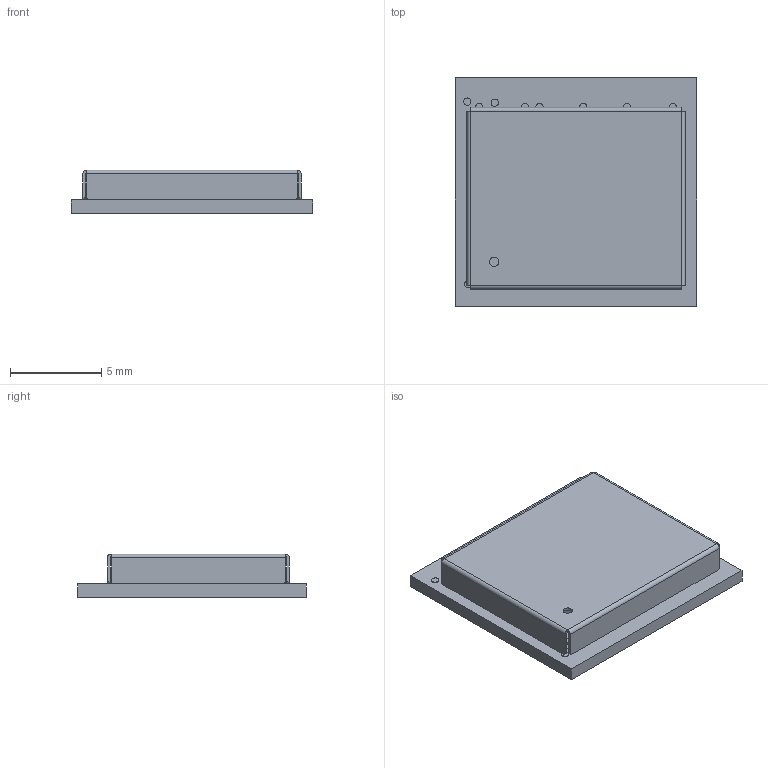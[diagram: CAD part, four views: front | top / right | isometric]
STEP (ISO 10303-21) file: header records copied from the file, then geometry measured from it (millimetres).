
FILE_DESCRIPTION(/* description */ (''),/* implementation_level */ '2;1');
FILE_NAME(/* name */ 'ESP32-C3-MINI-1U.step',/* time_stamp */ '2021-12-06T16:52:55+08:00',/* author */ (''),/* organization */ (''),/* preprocessor_version */ 'ST-DEVELOPER v18.1',/* originating_system */ 'Autodesk Translation Framework v10.10.0.1391',/* authorisation */ '');
FILE_SCHEMA (('AUTOMOTIVE_DESIGN { 1 0 10303 214 3 1 1 }'));
Products named in the file (359): ESP32-C3-MINI-1U; PCB_ESP32-C3-MINI-1_V1(2)^PCB_ESP32-C3-MINI-1_V1; DesignRootModel^PCB_ESP32-C3-MINI-1_V1(2)_PCB_ESP32-C3-MINI-1_V1; Submodel-SOD882_part^DesignRootModel_PCB_ESP32-C3-MINI-1_V1(2)_PCB_ES
P32-C3-MINI-1_V1; DFN1006.STEP^Submodel-SOD882_part_DesignRootModel_PCB_ESP32-C3-MINI-1
_V1(2)_PCB_ESP32-C3-MINI-1_V1; DFN1006.STEP^DFN1006.STEP_Submodel-SOD882_part_DesignRootModel_PCB_ES
P32-C3-MINI-1_V1(2)_PCB_ESP32-C3-MINI-1_V1; Submodel-R0201_part^DesignRootModel_PCB_ESP32-C3-MINI-1_V1(2)_PCB_ESP
32-C3-MINI-1_V1; R0201_20210301.STEP^Submodel-R0201_part_DesignRootModel_PCB_ESP32-C3-
MINI-1_V1(2)_PCB_ESP32-C3-MINI-1_V1; Submodel-C0402_part^DesignRootModel_PCB_ESP32-C3-MINI-1_V1(2)_PCB_ESP
32-C3-MINI-1_V1; C0402_20210301.STEP^Submodel-C0402_part_DesignRootModel_PCB_ESP32-C3-
MINI-1_V1(2)_PCB_ESP32-C3-MINI-1_V1; C0402_20210301.STEP^C0402_20210301.STEP_Submodel-C0402_part_DesignRoo
tModel_PCB_ESP32-C3-MINI-1_V1(2)_PCB_ESP32-C3-MINI-1_V1; Submodel-R0201_part^DesignRootModel_PCB_ESP32-C3-MINI-1_V1(2)_PCB_ESP
32-C3-MINI-1_V1 (1); R0201_20210301.STEP^Submodel-R0201_part_DesignRootModel_PCB_ESP32-C3-
MINI-1_V1(2)_PCB_ESP32-C3-MINI-1_V1 (1); Submodel-C0201_part^DesignRootModel_PCB_ESP32-C3-MINI-1_V1(2)_PCB_ESP
32-C3-MINI-1_V1; C0201_20210301.STEP^Submodel-C0201_part_DesignRootModel_PCB_ESP32-C3-
MINI-1_V1(2)_PCB_ESP32-C3-MINI-1_V1; Submodel-R0201_part^DesignRootModel_PCB_ESP32-C3-MINI-1_V1(2)_PCB_ESP
32-C3-MINI-1_V1 (2); R0201_20210301.STEP^Submodel-R0201_part_DesignRootModel_PCB_ESP32-C3-
MINI-1_V1(2)_PCB_ESP32-C3-MINI-1_V1 (2); R0201_20210301.STEP^R0201_20210301.STEP_Submodel-R0201_part_DesignRoo
tModel_PCB_ESP32-C3-MINI-1_V1(2)_PCB_ESP32-C3-MINI-1_V1; Submodel-C0201_part^DesignRootModel_PCB_ESP32-C3-MINI-1_V1(2)_PCB_ESP
32-C3-MINI-1_V1 (1); C0201_20210301.STEP^Submodel-C0201_part_DesignRootModel_PCB_ESP32-C3-
MINI-1_V1(2)_PCB_ESP32-C3-MINI-1_V1 (1); Submodel-C0201_part^DesignRootModel_PCB_ESP32-C3-MINI-1_V1(2)_PCB_ESP
32-C3-MINI-1_V1 (2); C0201_20210301.STEP^Submodel-C0201_part_DesignRootModel_PCB_ESP32-C3-
MINI-1_V1(2)_PCB_ESP32-C3-MINI-1_V1 (2); Submodel-C0201_part^DesignRootModel_PCB_ESP32-C3-MINI-1_V1(2)_PCB_ESP
32-C3-MINI-1_V1 (3); C0201_20210301.STEP^Submodel-C0201_part_DesignRootModel_PCB_ESP32-C3-
MINI-1_V1(2)_PCB_ESP32-C3-MINI-1_V1 (3); Submodel-C0201_part^DesignRootModel_PCB_ESP32-C3-MINI-1_V1(2)_PCB_ESP
32-C3-MINI-1_V1 (4); C0201_20210301.STEP^Submodel-C0201_part_DesignRootModel_PCB_ESP32-C3-
MINI-1_V1(2)_PCB_ESP32-C3-MINI-1_V1 (4); Submodel-C0201_part^DesignRootModel_PCB_ESP32-C3-MINI-1_V1(2)_PCB_ESP
32-C3-MINI-1_V1 (5); C0201_20210301.STEP^Submodel-C0201_part_DesignRootModel_PCB_ESP32-C3-
MINI-1_V1(2)_PCB_ESP32-C3-MINI-1_V1 (5); Submodel-C0201_part^DesignRootModel_PCB_ESP32-C3-MINI-1_V1(2)_PCB_ESP
32-C3-MINI-1_V1 (6); C0201_20210301.STEP^Submodel-C0201_part_DesignRootModel_PCB_ESP32-C3-
MINI-1_V1(2)_PCB_ESP32-C3-MINI-1_V1 (6); Submodel-C0201_part^DesignRootModel_PCB_ESP32-C3-MINI-1_V1(2)_PCB_ESP
32-C3-MINI-1_V1 (7); C0201_20210301.STEP^Submodel-C0201_part_DesignRootModel_PCB_ESP32-C3-
MINI-1_V1(2)_PCB_ESP32-C3-MINI-1_V1 (7); Submodel-C0201_part^DesignRootModel_PCB_ESP32-C3-MINI-1_V1(2)_PCB_ESP
32-C3-MINI-1_V1 (8); C0201_20210301.STEP^Submodel-C0201_part_DesignRootModel_PCB_ESP32-C3-
MINI-1_V1(2)_PCB_ESP32-C3-MINI-1_V1 (8); Submodel-C0201_part^DesignRootModel_PCB_ESP32-C3-MINI-1_V1(2)_PCB_ESP
32-C3-MINI-1_V1 (9); C0201_20210301.STEP^Submodel-C0201_part_DesignRootModel_PCB_ESP32-C3-
MINI-1_V1(2)_PCB_ESP32-C3-MINI-1_V1 (9); Submodel-L0201_part^DesignRootModel_PCB_ESP32-C3-MINI-1_V1(2)_PCB_ESP
32-C3-MINI-1_V1; L0201_20210301.STEP^Submodel-L0201_part_DesignRootModel_PCB_ESP32-C3-
MINI-1_V1(2)_PCB_ESP32-C3-MINI-1_V1; Submodel-L0201_part^DesignRootModel_PCB_ESP32-C3-MINI-1_V1(2)_PCB_ESP
32-C3-MINI-1_V1 (1); L0201_20210301.STEP^Submodel-L0201_part_DesignRootModel_PCB_ESP32-C3-
MINI-1_V1(2)_PCB_ESP32-C3-MINI-1_V1 (1) ...
Assembly tree (371 placements, depth 6):
  ESP32-C3-MINI-1U
    PCB_ESP32-C3-MINI-1_V1(2)^PCB_ESP32-C3-MINI-1_V1
      DesignRootModel^PCB_ESP32-C3-MINI-1_V1(2)_PCB_ESP32-C3-MINI-1_V1
        Submodel-SOD882_part^DesignRootModel_PCB_ESP32-C3-MINI-1_V1(2)_PCB_ES
P32-C3-MINI-1_V1
          DFN1006.STEP^Submodel-SOD882_part_DesignRootModel_PCB_ESP32-C3-MINI-1
_V1(2)_PCB_ESP32-C3-MINI-1_V1
            DFN1006.STEP^DFN1006.STEP_Submodel-SOD882_part_DesignRootModel_PCB_ES
P32-C3-MINI-1_V1(2)_PCB_ESP32-C3-MINI-1_V1
        Submodel-R0201_part^DesignRootModel_PCB_ESP32-C3-MINI-1_V1(2)_PCB_ESP
32-C3-MINI-1_V1
          R0201_20210301.STEP^Submodel-R0201_part_DesignRootModel_PCB_ESP32-C3-
MINI-1_V1(2)_PCB_ESP32-C3-MINI-1_V1
            R0201_20210301.STEP^R0201_20210301.STEP_Submodel-R0201_part_DesignRoo
tModel_PCB_ESP32-C3-MINI-1_V1(2)_PCB_ESP32-C3-MINI-1_V1
        Submodel-C0402_part^DesignRootModel_PCB_ESP32-C3-MINI-1_V1(2)_PCB_ESP
32-C3-MINI-1_V1
          C0402_20210301.STEP^Submodel-C0402_part_DesignRootModel_PCB_ESP32-C3-
MINI-1_V1(2)_PCB_ESP32-C3-MINI-1_V1
            C0402_20210301.STEP^C0402_20210301.STEP_Submodel-C0402_part_DesignRoo
tModel_PCB_ESP32-C3-MINI-1_V1(2)_PCB_ESP32-C3-MINI-1_V1
        Submodel-R0201_part^DesignRootModel_PCB_ESP32-C3-MINI-1_V1(2)_PCB_ESP
32-C3-MINI-1_V1 (1)
          R0201_20210301.STEP^Submodel-R0201_part_DesignRootModel_PCB_ESP32-C3-
MINI-1_V1(2)_PCB_ESP32-C3-MINI-1_V1 (1)
            R0201_20210301.STEP^R0201_20210301.STEP_Submodel-R0201_part_DesignRoo
tModel_PCB_ESP32-C3-MINI-1_V1(2)_PCB_ESP32-C3-MINI-1_V1
        Submodel-C0201_part^DesignRootModel_PCB_ESP32-C3-MINI-1_V1(2)_PCB_ESP
32-C3-MINI-1_V1
          C0201_20210301.STEP^Submodel-C0201_part_DesignRootModel_PCB_ESP32-C3-
MINI-1_V1(2)_PCB_ESP32-C3-MINI-1_V1
            C0201_20210301.STEP^C0201_20210301.STEP_Submodel-C0201_part_DesignRoo
tModel_PCB_ESP32-C3-MINI-1_V1(2)_PCB_ESP32-C3-MINI-1_V1
        Submodel-R0201_part^DesignRootModel_PCB_ESP32-C3-MINI-1_V1(2)_PCB_ESP
32-C3-MINI-1_V1 (2)
          R0201_20210301.STEP^Submodel-R0201_part_DesignRootModel_PCB_ESP32-C3-
MINI-1_V1(2)_PCB_ESP32-C3-MINI-1_V1 (2)
            R0201_20210301.STEP^R0201_20210301.STEP_Submodel-R0201_part_DesignRoo
tModel_PCB_ESP32-C3-MINI-1_V1(2)_PCB_ESP32-C3-MINI-1_V1
        Submodel-C0201_part^DesignRootModel_PCB_ESP32-C3-MINI-1_V1(2)_PCB_ESP
32-C3-MINI-1_V1 (1)
          C0201_20210301.STEP^Submodel-C0201_part_DesignRootModel_PCB_ESP32-C3-
MINI-1_V1(2)_PCB_ESP32-C3-MINI-1_V1 (1)
            C0201_20210301.STEP^C0201_20210301.STEP_Submodel-C0201_part_DesignRoo
tModel_PCB_ESP32-C3-MINI-1_V1(2)_PCB_ESP32-C3-MINI-1_V1
        Submodel-C0201_part^DesignRootModel_PCB_ESP32-C3-MINI-1_V1(2)_PCB_ESP
32-C3-MINI-1_V1 (2)
          C0201_20210301.STEP^Submodel-C0201_part_DesignRootModel_PCB_ESP32-C3-
MINI-1_V1(2)_PCB_ESP32-C3-MINI-1_V1 (2)
            C0201_20210301.STEP^C0201_20210301.STEP_Submodel-C0201_part_DesignRoo
tModel_PCB_ESP32-C3-MINI-1_V1(2)_PCB_ESP32-C3-MINI-1_V1
        Submodel-C0201_part^DesignRootModel_PCB_ESP32-C3-MINI-1_V1(2)_PCB_ESP
32-C3-MINI-1_V1 (3)
          C0201_20210301.STEP^Submodel-C0201_part_DesignRootModel_PCB_ESP32-C3-
MINI-1_V1(2)_PCB_ESP32-C3-MINI-1_V1 (3)
            C0201_20210301.STEP^C0201_20210301.STEP_Submodel-C0201_part_DesignRoo
tModel_PCB_ESP32-C3-MINI-1_V1(2)_PCB_ESP32-C3-MINI-1_V1
        Submodel-C0201_part^DesignRootModel_PCB_ESP32-C3-MINI-1_V1(2)_PCB_ESP
32-C3-MINI-1_V1 (4)
          C0201_20210301.STEP^Submodel-C0201_part_DesignRootModel_PCB_ESP32-C3-
MINI-1_V1(2)_PCB_ESP32-C3-MINI-1_V1 (4)
            C0201_20210301.STEP^C0201_20210301.STEP_Submodel-C0201_part_DesignRoo
tModel_PCB_ESP32-C3-MINI-1_V1(2)_PCB_ESP32-C3-MINI-1_V1
        Submodel-C0201_part^DesignRootModel_PCB_ESP32-C3-MINI-1_V1(2)_PCB_ESP
32-C3-MINI-1_V1 (5)
          C0201_20210301.STEP^Submodel-C0201_part_DesignRootModel_PCB_ESP32-C3-
MINI-1_V1(2)_PCB_ESP32-C3-MINI-1_V1 (5)
            C0201_20210301.STEP^C0201_20210301.STEP_Submodel-C0201_part_DesignRoo
tModel_PCB_ESP32-C3-MINI-1_V1(2)_PCB_ESP32-C3-MINI-1_V1
        Submodel-C0201_part^DesignRootModel_PCB_ESP32-C3-MINI-1_V1(2)_PCB_ESP
32-C3-MINI-1_V1 (6)
          C0201_20210301.STEP^Submodel-C0201_part_DesignRootModel_PCB_ESP32-C3-
MINI-1_V1(2)_PCB_ESP32-C3-MINI-1_V1 (6)
            C0201_20210301.STEP^C0201_20210301.STEP_Submodel-C0201_part_DesignRoo
tModel_PCB_ESP32-C3-MINI-1_V1(2)_PCB_ESP32-C3-MINI-1_V1
        Submodel-C0201_part^DesignRootModel_PCB_ESP32-C3-MINI-1_V1(2)_PCB_ESP
32-C3-MINI-1_V1 (7)
          C0201_20210301.STEP^Submodel-C0201_part_DesignRootModel_PCB_ESP32-C3-
MINI-1_V1(2)_PCB_ESP32-C3-MINI-1_V1 (7)
            C0201_20210301.STEP^C0201_20210301.STEP_Submodel-C0201_part_DesignRoo
tModel_PCB_ESP32-C3-MINI-1_V1(2)_PCB_ESP32-C3-MINI-1_V1
        Submodel-C0201_part^DesignRootModel_PCB_ESP32-C3-MINI-1_V1(2)_PCB_ESP
32-C3-MINI-1_V1 (8)
          C0201_20210301.STEP^Submodel-C0201_part_DesignRootModel_PCB_ESP32-C3-
MINI-1_V1(2)_PCB_ESP32-C3-MINI-1_V1 (8)
            C0201_20210301.STEP^C0201_20210301.STEP_Submodel-C0201_part_DesignRoo
tModel_PCB_ESP32-C3-MINI-1_V1(2)_PCB_ESP32-C3-MINI-1_V1
        Submodel-C0201_part^DesignRootModel_PCB_ESP32-C3-MINI-1_V1(2)_PCB_ESP
32-C3-MINI-1_V1 (9)
          C0201_20210301.STEP^Submodel-C0201_part_DesignRootModel_PCB_ESP32-C3-
MINI-1_V1(2)_PCB_ESP32-C3-MINI-1_V1 (9)
            C0201_20210301.STEP^C0201_20210301.STEP_Submodel-C0201_part_DesignRoo
tModel_PCB_ESP32-C3-MINI-1_V1(2)_PCB_ESP32-C3-MINI-1_V1
        Submodel-L0201_part^DesignRootModel_PCB_ESP32-C3-MINI-1_V1(2)_PCB_ESP
32-C3-MINI-1_V1
          L0201_20210301.STEP^Submodel-L0201_part_DesignRootModel_PCB_ESP32-C3-
MINI-1_V1(2)_PCB_ESP32-C3-MINI-1_V1
            L0201_20210301.STEP^L0201_20210301.STEP_Submodel-L0201_part_DesignRoo
tModel_PCB_ESP32-C3-MINI-1_V1(2)_PCB_ESP32-C3-MINI-1_V1
        Submodel-L0201_part^DesignRootModel_PCB_ESP32-C3-MINI-1_V1(2)_PCB_ESP
32-C3-MINI-1_V1 (1)
          L0201_20210301.STEP^Submodel-L0201_part_DesignRootModel_PCB_ESP32-C3-
MINI-1_V1(2)_PCB_ESP32-C3-MINI-1_V1 (1)
            L0201_20210301.STEP^L0201_20210301.STEP_Submodel-L0201_part_DesignRoo
tModel_PCB_ESP32-C3-MINI-1_V1(2)_PCB_ESP32-C3-MINI-1_V1
        Submodel-XTAL3225_part^DesignRootModel_PCB_ESP32-C3-MINI-1_V1(2)_PCB_
ESP32-C3-MINI-1_V1
          XTAL3225_20210301.STEP^Submodel-XTAL3225_part_DesignRootModel_PCB_ESP
32-C3-MINI-1_V1(2)_PCB_ESP32-C3-MINI-1_V1
            XTAL3225_20210301.STEP^XTAL3225_20210301.STEP_Submodel-XTAL3225_part_
DesignRootModel_PCB_ESP32-C3-MINI-1_V1(2)_PCB_ESP32-C3-MINI-1_V1
        Submodel-QFN32_0P5_5_part^DesignRootModel_PCB_ESP32-C3-MINI-1_V1(2)_P
CB_ESP32-C3-MINI-1_V1
          ESP32-C3_20210301.STEP^Submodel-QFN32_0P5_5_part_DesignRootModel_PCB_
ESP32-C3-MINI-1_V1(2)_PCB_ESP32-C3-MINI-1_V1
            ESP32-C3_20210301.STEP^ESP32-C3_20210301.STEP_Submodel-QFN32_0P5_5_pa
rt_DesignRootModel_PCB_ESP32-C3-MINI-1_V1(2)_PCB_ESP32-C3-MINI-1_V1
Bounding box: 13.2 x 12.5 x 2.4 mm (x, y, z)
Volume: 176.2 mm3; surface area: 1077.7 mm2
Topology: 323 solids, 324 shells, 2735 faces, 5853 edges, 3706 vertices
Faces by surface type: plane 1840, cylinder 725, sphere 112, bspline 54, torus 4
Full cylindrical faces by diameter (mm): 0.269 x1, 0.4 x155, 0.427 x1, 0.5 x1
Entity records: 72046 total; most frequent: CARTESIAN_POINT 14342, DIRECTION 11141, ORIENTED_EDGE 9034, EDGE_CURVE 4517, AXIS2_PLACEMENT_3D 3873, LINE 3395, VECTOR 3395, VERTEX_POINT 2978
